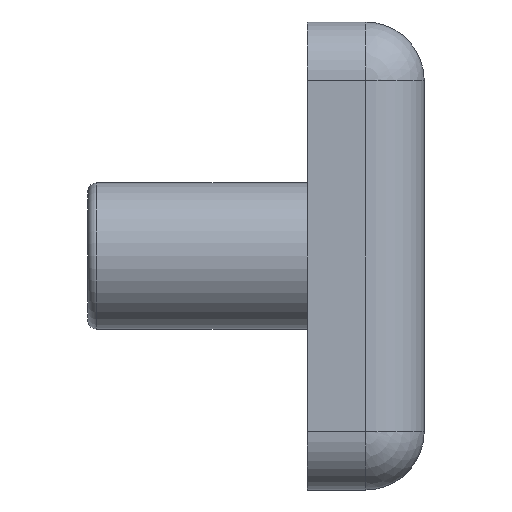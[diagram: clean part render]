
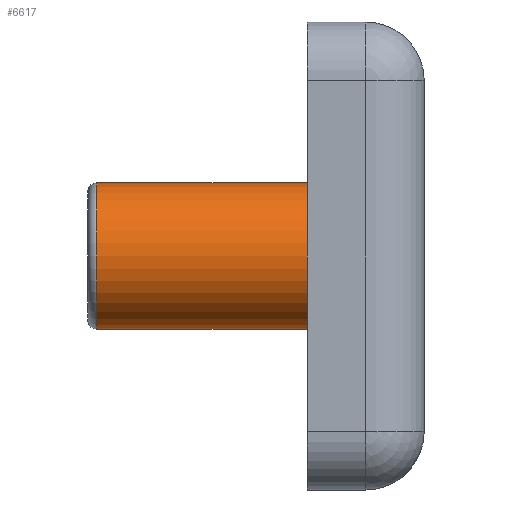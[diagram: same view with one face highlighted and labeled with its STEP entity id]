
A CAD part, left-side view. The second image highlights one B-rep face of the part: STEP entity #6617.
In plain terms, the highlighted cylindrical face has radius 2.5 mm (diameter 5 mm), a partial arc.
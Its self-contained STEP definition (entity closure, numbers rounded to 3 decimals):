
#109 = CARTESIAN_POINT ( 'NONE',  ( -14., 11.5, -2.5 ) ) ;
#119 = DIRECTION ( 'NONE',  ( 0., 0., -1. ) ) ;
#123 = CARTESIAN_POINT ( 'NONE',  ( -14., 11.2, -2.5 ) ) ;
#278 = CARTESIAN_POINT ( 'NONE',  ( -14., 3., 0. ) ) ;
#331 = VERTEX_POINT ( 'NONE', #123 ) ;
#363 = ORIENTED_EDGE ( 'NONE', *, *, #2632, .T. ) ;
#635 = CARTESIAN_POINT ( 'NONE',  ( -14., 11.5, 0. ) ) ;
#810 = DIRECTION ( 'NONE',  ( 0., 0., 1. ) ) ;
#895 = DIRECTION ( 'NONE',  ( 0., -1., 0. ) ) ;
#919 = CIRCLE ( 'NONE', #4200, 2.5 ) ;
#1333 = VERTEX_POINT ( 'NONE', #3236 ) ;
#1586 = EDGE_CURVE ( 'NONE', #331, #3630, #3021, .T. ) ;
#1600 = EDGE_CURVE ( 'NONE', #6086, #1333, #5562, .T. ) ;
#1743 = CARTESIAN_POINT ( 'NONE',  ( -14., 11.5, 2.5 ) ) ;
#1908 = ORIENTED_EDGE ( 'NONE', *, *, #1586, .T. ) ;
#2272 = DIRECTION ( 'NONE',  ( 0., -1., 0. ) ) ;
#2448 = EDGE_LOOP ( 'NONE', ( #3453, #363, #1908, #5973 ) ) ;
#2632 = EDGE_CURVE ( 'NONE', #6086, #331, #919, .T. ) ;
#2768 = AXIS2_PLACEMENT_3D ( 'NONE', #635, #3361, #119 ) ;
#2793 = DIRECTION ( 'NONE',  ( 0., -1., 0. ) ) ;
#3021 = LINE ( 'NONE', #109, #4117 ) ;
#3236 = CARTESIAN_POINT ( 'NONE',  ( -14., 3., 2.5 ) ) ;
#3361 = DIRECTION ( 'NONE',  ( 0., -1., 0. ) ) ;
#3453 = ORIENTED_EDGE ( 'NONE', *, *, #1600, .F. ) ;
#3630 = VERTEX_POINT ( 'NONE', #4598 ) ;
#3945 = CIRCLE ( 'NONE', #6689, 2.5 ) ;
#4029 = EDGE_CURVE ( 'NONE', #3630, #1333, #3945, .T. ) ;
#4048 = DIRECTION ( 'NONE',  ( 0., 1., 0. ) ) ;
#4117 = VECTOR ( 'NONE', #2793, 1000. ) ;
#4135 = CARTESIAN_POINT ( 'NONE',  ( -14., 11.2, 0. ) ) ;
#4200 = AXIS2_PLACEMENT_3D ( 'NONE', #4135, #895, #4685 ) ;
#4286 = VECTOR ( 'NONE', #2272, 1000. ) ;
#4598 = CARTESIAN_POINT ( 'NONE',  ( -14., 3., -2.5 ) ) ;
#4685 = DIRECTION ( 'NONE',  ( 0., 0., 1. ) ) ;
#5097 = CARTESIAN_POINT ( 'NONE',  ( -14., 11.2, 2.5 ) ) ;
#5562 = LINE ( 'NONE', #1743, #4286 ) ;
#5654 = CYLINDRICAL_SURFACE ( 'NONE', #2768, 2.5 ) ;
#5824 = FACE_OUTER_BOUND ( 'NONE', #2448, .T. ) ;
#5973 = ORIENTED_EDGE ( 'NONE', *, *, #4029, .T. ) ;
#6086 = VERTEX_POINT ( 'NONE', #5097 ) ;
#6617 = ADVANCED_FACE ( 'NONE', ( #5824 ), #5654, .T. ) ;
#6689 = AXIS2_PLACEMENT_3D ( 'NONE', #278, #4048, #810 ) ;
